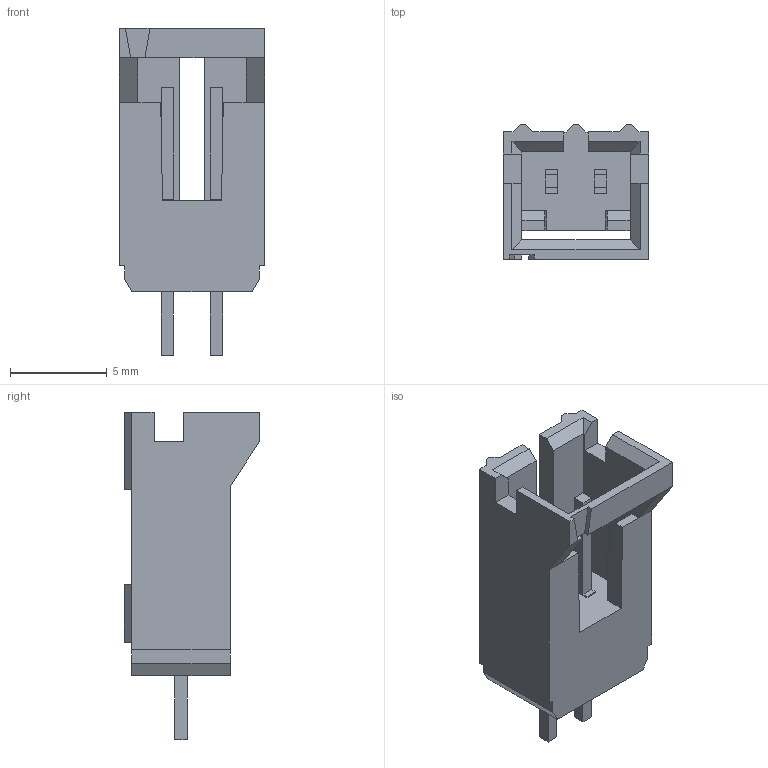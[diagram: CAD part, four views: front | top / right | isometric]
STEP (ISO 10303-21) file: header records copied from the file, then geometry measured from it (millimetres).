
FILE_DESCRIPTION(('FreeCAD Model'),'2;1');
FILE_NAME('C-103669-1.step', '2018-08-11T13:35:19',('kicad StepUp'),('ksu MCAD'), 'Open CASCADE STEP processor 6.8','FreeCAD','Unknown');
FILE_SCHEMA(('AUTOMOTIVE_DESIGN_CC2 { 1 2 10303 214 -1 1 5 4 }'));
Length unit declared in the file: millimetre
Products named in the file (2): ASSEMBLY; C-103669-1
Assembly tree (1 placements, depth 2):
  ASSEMBLY
    C-103669-1
Bounding box: 7.49 x 6.98 x 16.89 mm (x, y, z)
Volume: 330.8 mm3; surface area: 593.7 mm2
Topology: 1 solids, 1 shells, 94 faces, 261 edges, 171 vertices
Faces by surface type: plane 92, cylinder 2
Entity records: 2980 total; most frequent: CARTESIAN_POINT 528, ORIENTED_EDGE 522, DIRECTION 457, EDGE_CURVE 261, LINE 257, VECTOR 257, VERTEX_POINT 171, AXIS2_PLACEMENT_3D 100
